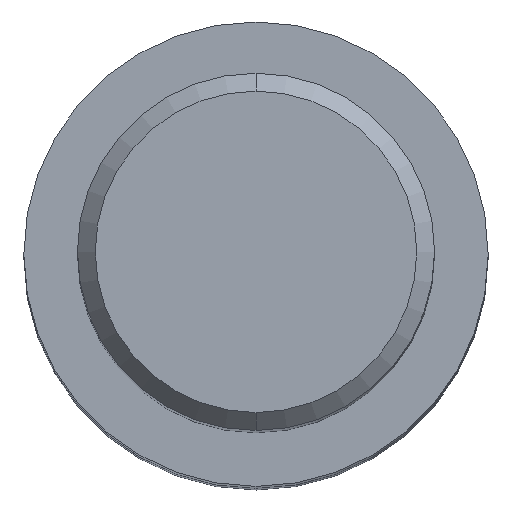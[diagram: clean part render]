
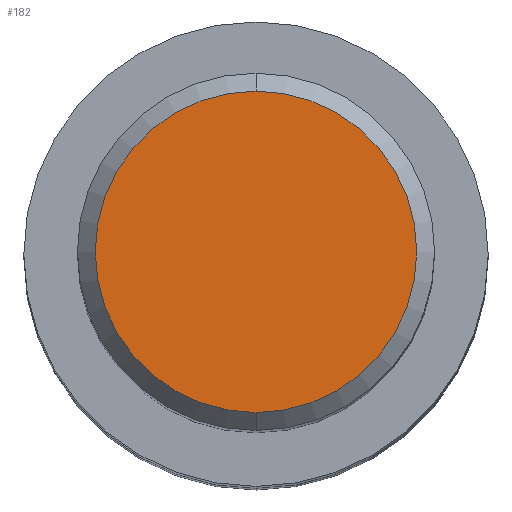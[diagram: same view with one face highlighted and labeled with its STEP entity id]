
A CAD part, top view. The second image highlights one B-rep face of the part: STEP entity #182.
In plain terms, the highlighted planar face has unit normal (0, 0, 1).
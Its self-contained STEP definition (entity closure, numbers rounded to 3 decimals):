
#182=ADVANCED_FACE('',(#476),#477,.T.);
#250=VERTEX_POINT('',#551);
#252=EDGE_CURVE('',#280,#250,#553,.T.);
#280=VERTEX_POINT('',#584);
#420=EDGE_CURVE('',#250,#280,#740,.T.);
#476=FACE_OUTER_BOUND('',#871,.T.);
#477=PLANE('',#872);
#551=CARTESIAN_POINT('',(0.,-5.4,0.0));
#553=CIRCLE('',#1040,5.4);
#584=CARTESIAN_POINT('',(0.0,5.4,0.0));
#740=CIRCLE('',#1417,5.4);
#871=EDGE_LOOP('',(#1459,#1460));
#872=AXIS2_PLACEMENT_3D('',#1461,#1462,#1463);
#1040=AXIS2_PLACEMENT_3D('',#1546,#1547,#1548);
#1417=AXIS2_PLACEMENT_3D('',#1758,#1759,#1760);
#1459=ORIENTED_EDGE('',*,*,#252,.F.);
#1460=ORIENTED_EDGE('',*,*,#420,.F.);
#1461=CARTESIAN_POINT('',(0.0,2.7,0.0));
#1462=DIRECTION('',(-0.0,0.0,1.0));
#1463=DIRECTION('',(0.0,-1.0,0.0));
#1546=CARTESIAN_POINT('',(0.0,0.0,0.0));
#1547=DIRECTION('',(0.0,0.0,-1.0));
#1548=DIRECTION('',(0.0,1.0,0.0));
#1758=CARTESIAN_POINT('',(0.0,0.0,0.0));
#1759=DIRECTION('',(0.0,0.0,-1.0));
#1760=DIRECTION('',(0.0,1.0,0.0));
